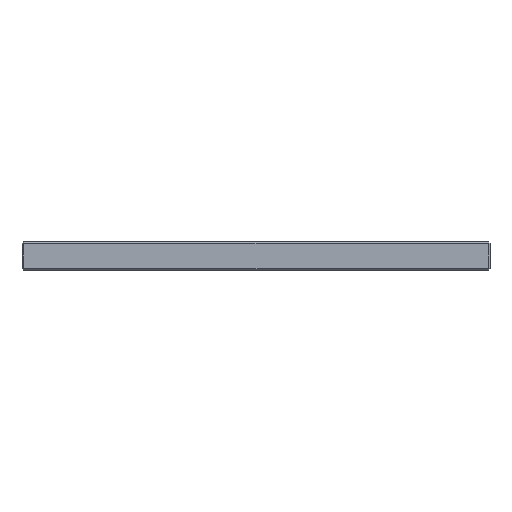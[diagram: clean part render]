
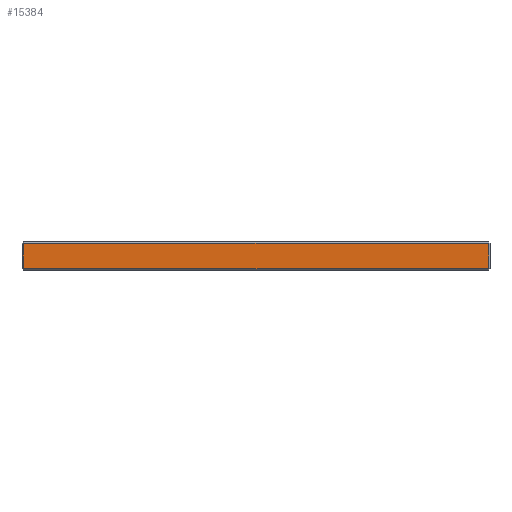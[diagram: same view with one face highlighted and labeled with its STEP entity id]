
A CAD part, front view. The second image highlights one B-rep face of the part: STEP entity #15384.
In plain terms, the highlighted planar face has unit normal (0, -1, 0).
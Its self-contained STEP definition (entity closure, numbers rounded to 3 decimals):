
#10173=FACE_OUTER_BOUND('',#31060,.T.);
#15384=ADVANCED_FACE('',(#10173),#21336,.T.);
#21336=PLANE('',#121883);
#31060=EDGE_LOOP('',(#38363,#38364,#38365,#38366,#38367,#38368,#38369,#38370));
#38363=ORIENTED_EDGE('',*,*,#81207,.T.);
#38364=ORIENTED_EDGE('',*,*,#81208,.F.);
#38365=ORIENTED_EDGE('',*,*,#81209,.T.);
#38366=ORIENTED_EDGE('',*,*,#81210,.T.);
#38367=ORIENTED_EDGE('',*,*,#81211,.T.);
#38368=ORIENTED_EDGE('',*,*,#81212,.F.);
#38369=ORIENTED_EDGE('',*,*,#81213,.T.);
#38370=ORIENTED_EDGE('',*,*,#81214,.T.);
#70315=VERTEX_POINT('',#156971);
#70316=VERTEX_POINT('',#156972);
#70317=VERTEX_POINT('',#156974);
#70318=VERTEX_POINT('',#156976);
#70319=VERTEX_POINT('',#156978);
#70320=VERTEX_POINT('',#156980);
#70321=VERTEX_POINT('',#156982);
#70322=VERTEX_POINT('',#156984);
#81207=EDGE_CURVE('',#70315,#70316,#97093,.T.);
#81208=EDGE_CURVE('',#70317,#70316,#97094,.T.);
#81209=EDGE_CURVE('',#70317,#70318,#97095,.T.);
#81210=EDGE_CURVE('',#70318,#70319,#97096,.T.);
#81211=EDGE_CURVE('',#70319,#70320,#97097,.T.);
#81212=EDGE_CURVE('',#70321,#70320,#97098,.T.);
#81213=EDGE_CURVE('',#70321,#70322,#97099,.T.);
#81214=EDGE_CURVE('',#70322,#70315,#97100,.T.);
#97093=LINE('',#156970,#109513);
#97094=LINE('',#156973,#109514);
#97095=LINE('',#156975,#109515);
#97096=LINE('',#156977,#109516);
#97097=LINE('',#156979,#109517);
#97098=LINE('',#156981,#109518);
#97099=LINE('',#156983,#109519);
#97100=LINE('',#156985,#109520);
#109513=VECTOR('',#129336,1.);
#109514=VECTOR('',#129337,1.);
#109515=VECTOR('',#129338,1.);
#109516=VECTOR('',#129339,1.);
#109517=VECTOR('',#129340,1.);
#109518=VECTOR('',#129341,1.);
#109519=VECTOR('',#129342,1.);
#109520=VECTOR('',#129343,1.);
#121883=AXIS2_PLACEMENT_3D('',#156986,#129344,#129345);
#129336=DIRECTION('',(-1.,0.,0.));
#129337=DIRECTION('',(0.577,0.,0.816));
#129338=DIRECTION('',(0.,0.,-1.));
#129339=DIRECTION('',(0.577,0.,-0.816));
#129340=DIRECTION('',(1.,0.,0.));
#129341=DIRECTION('',(-0.577,0.,-0.816));
#129342=DIRECTION('',(0.,0.,1.));
#129343=DIRECTION('',(-0.577,0.,0.816));
#129344=DIRECTION('',(0.,-1.,0.));
#129345=DIRECTION('',(1.,0.,0.));
#156970=CARTESIAN_POINT('',(-100.,-6.,5.5));
#156971=CARTESIAN_POINT('',(99.3,-6.,5.5));
#156972=CARTESIAN_POINT('',(-99.3,-6.,5.5));
#156973=CARTESIAN_POINT('',(-99.582,-6.,5.101));
#156974=CARTESIAN_POINT('',(-99.5,-6.,5.217));
#156975=CARTESIAN_POINT('',(-99.5,-6.,-5.5));
#156976=CARTESIAN_POINT('',(-99.5,-6.,-5.217));
#156977=CARTESIAN_POINT('',(-104.954,-6.,2.497));
#156978=CARTESIAN_POINT('',(-99.3,-6.,-5.5));
#156979=CARTESIAN_POINT('',(-100.,-6.,-5.5));
#156980=CARTESIAN_POINT('',(99.3,-6.,-5.5));
#156981=CARTESIAN_POINT('',(99.582,-6.,-5.101));
#156982=CARTESIAN_POINT('',(99.5,-6.,-5.217));
#156983=CARTESIAN_POINT('',(99.5,-6.,6.));
#156984=CARTESIAN_POINT('',(99.5,-6.,5.217));
#156985=CARTESIAN_POINT('',(32.631,-6.,99.784));
#156986=CARTESIAN_POINT('',(-100.,-6.,6.));
